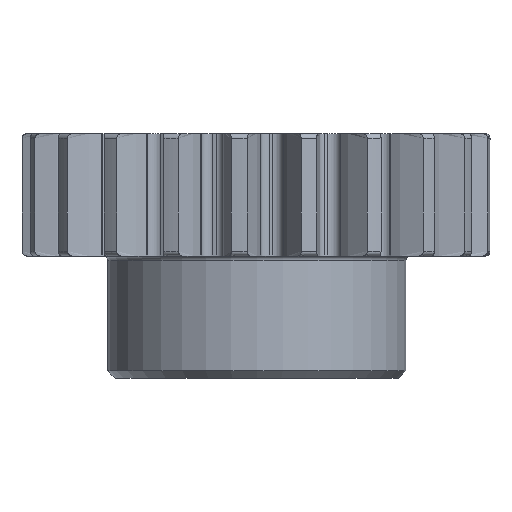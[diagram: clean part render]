
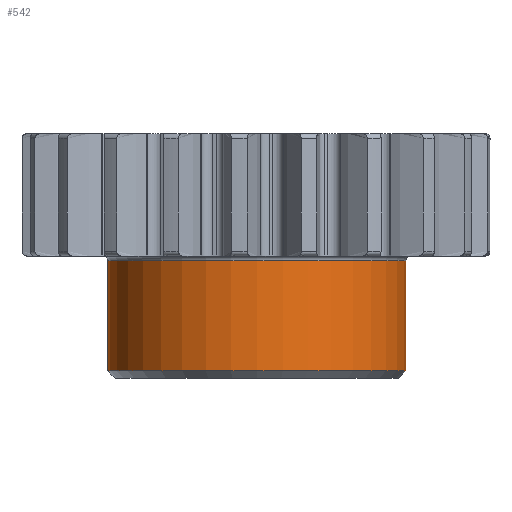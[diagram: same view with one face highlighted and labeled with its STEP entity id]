
A CAD part, front view. The second image highlights one B-rep face of the part: STEP entity #542.
In plain terms, the highlighted cylindrical face has radius 7.739 mm (diameter 15.478 mm), a partial arc.
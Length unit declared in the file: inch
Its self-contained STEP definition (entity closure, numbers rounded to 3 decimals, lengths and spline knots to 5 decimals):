
#133 = EDGE_CURVE ( 'NONE', #701, #625, #935, .T. ) ;
#147 = EDGE_CURVE ( 'NONE', #622, #625, #944, .T. ) ;
#149 = EDGE_CURVE ( 'NONE', #699, #622, #943, .T. ) ;
#542 = ADVANCED_FACE ( 'NONE', ( #1228 ), #1235, .T. ) ;
#622 = VERTEX_POINT ( 'NONE', #1967 ) ;
#625 = VERTEX_POINT ( 'NONE', #2117 ) ;
#699 = VERTEX_POINT ( 'NONE', #1995 ) ;
#701 = VERTEX_POINT ( 'NONE', #2053 ) ;
#931 = VECTOR ( 'NONE', #3973, 39.37008 ) ;
#934 = VECTOR ( 'NONE', #3966, 39.37008 ) ;
#935 = LINE ( 'NONE', #4050, #934 ) ;
#943 = LINE ( 'NONE', #4038, #931 ) ;
#944 = CIRCLE ( 'NONE', #3419, 0.30469 ) ;
#1228 = FACE_OUTER_BOUND ( 'NONE', #4729, .T. ) ;
#1235 = CYLINDRICAL_SURFACE ( 'NONE', #3529, 0.30469 ) ;
#1967 = CARTESIAN_POINT ( 'NONE',  ( 0.30469, 0., -0.2596 ) ) ;
#1995 = CARTESIAN_POINT ( 'NONE',  ( 0.30469, 0., -0.48477 ) ) ;
#2053 = CARTESIAN_POINT ( 'NONE',  ( -0.30469, 0., -0.48477 ) ) ;
#2066 = CARTESIAN_POINT ( 'NONE',  ( 0., 0., -0.25 ) ) ;
#2067 = DIRECTION ( 'NONE',  ( 0., 0., 1. ) ) ;
#2117 = CARTESIAN_POINT ( 'NONE',  ( -0.30469, 0., -0.2596 ) ) ;
#2392 = DIRECTION ( 'NONE',  ( 1., 0., 0. ) ) ;
#3266 = EDGE_CURVE ( 'NONE', #701, #699, #6967, .T. ) ;
#3419 = AXIS2_PLACEMENT_3D ( 'NONE', #4014, #4058, #4043 ) ;
#3529 = AXIS2_PLACEMENT_3D ( 'NONE', #2066, #2067, #2392 ) ;
#3635 = AXIS2_PLACEMENT_3D ( 'NONE', #6318, #6302, #6305 ) ;
#3966 = DIRECTION ( 'NONE',  ( 0., 0., 1. ) ) ;
#3973 = DIRECTION ( 'NONE',  ( 0., 0., 1. ) ) ;
#4014 = CARTESIAN_POINT ( 'NONE',  ( 0., 0., -0.2596 ) ) ;
#4038 = CARTESIAN_POINT ( 'NONE',  ( 0.30469, 0., -0.25 ) ) ;
#4043 = DIRECTION ( 'NONE',  ( 1., 0., 0. ) ) ;
#4050 = CARTESIAN_POINT ( 'NONE',  ( -0.30469, 0., -0.25 ) ) ;
#4058 = DIRECTION ( 'NONE',  ( 0., 0., -1. ) ) ;
#4729 = EDGE_LOOP ( 'NONE', ( #6784, #6844, #6805, #6826 ) ) ;
#6302 = DIRECTION ( 'NONE',  ( 0., 0., 1. ) ) ;
#6305 = DIRECTION ( 'NONE',  ( 1., 0., 0. ) ) ;
#6318 = CARTESIAN_POINT ( 'NONE',  ( 0., 0., -0.48477 ) ) ;
#6784 = ORIENTED_EDGE ( 'NONE', *, *, #133, .F. ) ;
#6805 = ORIENTED_EDGE ( 'NONE', *, *, #149, .T. ) ;
#6826 = ORIENTED_EDGE ( 'NONE', *, *, #147, .T. ) ;
#6844 = ORIENTED_EDGE ( 'NONE', *, *, #3266, .T. ) ;
#6967 = CIRCLE ( 'NONE', #3635, 0.30469 ) ;
